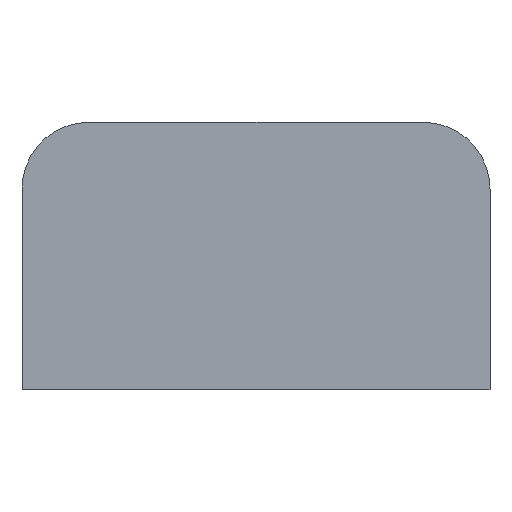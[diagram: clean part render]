
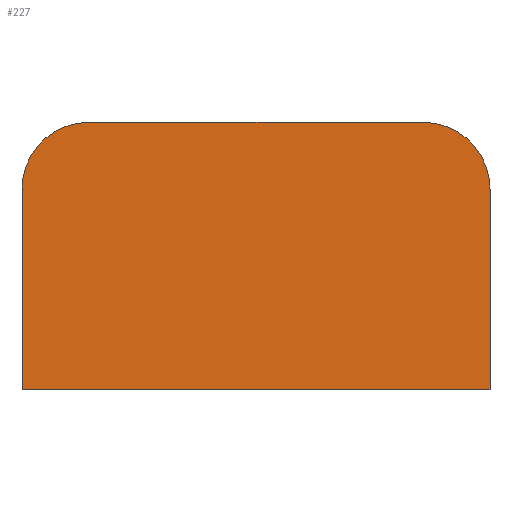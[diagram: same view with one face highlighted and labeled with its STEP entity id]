
A CAD part, top view. The second image highlights one B-rep face of the part: STEP entity #227.
In plain terms, the highlighted planar face has unit normal (0, 0, 1).
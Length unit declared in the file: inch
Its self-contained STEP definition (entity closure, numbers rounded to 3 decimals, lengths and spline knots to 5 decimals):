
#16=CIRCLE('',#260,0.5);
#18=CIRCLE('',#264,0.5);
#31=FACE_OUTER_BOUND('',#43,.T.);
#43=EDGE_LOOP('',(#195,#196,#197,#198,#199,#200));
#56=LINE('',#353,#82);
#61=LINE('',#362,#87);
#65=LINE('',#370,#91);
#69=LINE('',#383,#95);
#82=VECTOR('',#288,0.3937);
#87=VECTOR('',#295,0.3937);
#91=VECTOR('',#301,0.3937);
#95=VECTOR('',#315,0.3937);
#105=VERTEX_POINT('',#350);
#106=VERTEX_POINT('',#352);
#109=VERTEX_POINT('',#360);
#112=VERTEX_POINT('',#368);
#114=VERTEX_POINT('',#376);
#116=VERTEX_POINT('',#382);
#128=EDGE_CURVE('',#106,#105,#56,.T.);
#133=EDGE_CURVE('',#105,#109,#61,.T.);
#137=EDGE_CURVE('',#109,#112,#65,.T.);
#140=EDGE_CURVE('',#114,#106,#16,.T.);
#143=EDGE_CURVE('',#116,#114,#69,.T.);
#146=EDGE_CURVE('',#112,#116,#18,.T.);
#195=ORIENTED_EDGE('',*,*,#137,.T.);
#196=ORIENTED_EDGE('',*,*,#146,.T.);
#197=ORIENTED_EDGE('',*,*,#143,.T.);
#198=ORIENTED_EDGE('',*,*,#140,.T.);
#199=ORIENTED_EDGE('',*,*,#128,.T.);
#200=ORIENTED_EDGE('',*,*,#133,.T.);
#215=PLANE('',#265);
#227=ADVANCED_FACE('',(#31),#215,.T.);
#260=AXIS2_PLACEMENT_3D('',#377,#309,#310);
#264=AXIS2_PLACEMENT_3D('',#387,#321,#322);
#265=AXIS2_PLACEMENT_3D('',#388,#323,#324);
#288=DIRECTION('',(0.,-1.,0.));
#295=DIRECTION('',(1.,0.,0.));
#301=DIRECTION('',(0.,1.,0.));
#309=DIRECTION('center_axis',(0.,0.,1.));
#310=DIRECTION('ref_axis',(0.,1.,0.));
#315=DIRECTION('',(-1.,0.,0.));
#321=DIRECTION('center_axis',(0.,0.,1.));
#322=DIRECTION('ref_axis',(1.,0.,0.));
#323=DIRECTION('center_axis',(0.,0.,1.));
#324=DIRECTION('ref_axis',(1.,0.,0.));
#350=CARTESIAN_POINT('',(0.,0.,0.2));
#352=CARTESIAN_POINT('',(0.,1.5,0.2));
#353=CARTESIAN_POINT('',(0.,1.5,0.2));
#360=CARTESIAN_POINT('',(3.5,0.,0.2));
#362=CARTESIAN_POINT('',(0.,0.,0.2));
#368=CARTESIAN_POINT('',(3.5,1.5,0.2));
#370=CARTESIAN_POINT('',(3.5,0.,0.2));
#376=CARTESIAN_POINT('',(0.5,2.,0.2));
#377=CARTESIAN_POINT('Origin',(0.5,1.5,0.2));
#382=CARTESIAN_POINT('',(3.,2.,0.2));
#383=CARTESIAN_POINT('',(3.,2.,0.2));
#387=CARTESIAN_POINT('Origin',(3.,1.5,0.2));
#388=CARTESIAN_POINT('Origin',(1.75,1.,0.2));
